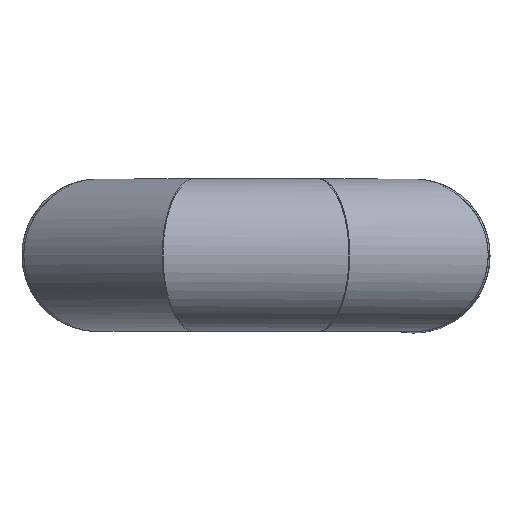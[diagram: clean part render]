
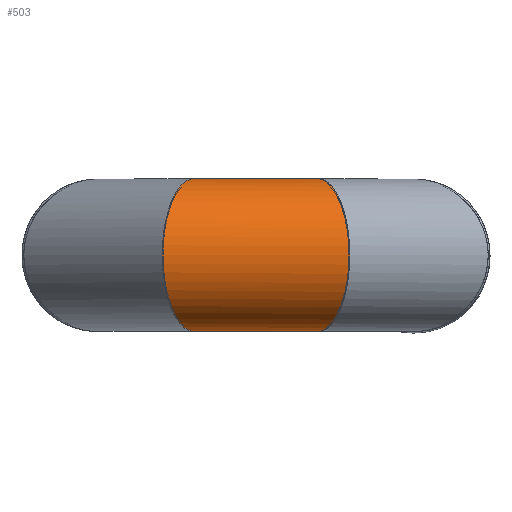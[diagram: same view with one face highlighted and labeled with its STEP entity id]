
A CAD part, top view. The second image highlights one B-rep face of the part: STEP entity #503.
In plain terms, the highlighted cylindrical face has radius 508 mm (diameter 1016 mm), a full revolution.
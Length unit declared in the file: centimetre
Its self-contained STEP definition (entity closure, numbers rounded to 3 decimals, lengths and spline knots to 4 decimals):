
#28=ELLIPSE('',#655,54.9855,50.8);
#30=ELLIPSE('',#658,54.9855,50.8);
#76=CYLINDRICAL_SURFACE('',#657,50.8);
#111=FACE_OUTER_BOUND('',#154,.T.);
#154=EDGE_LOOP('',(#438,#439,#440,#441));
#244=VERTEX_POINT('',#1021);
#246=VERTEX_POINT('',#1026);
#310=EDGE_CURVE('',#244,#244,#28,.T.);
#312=EDGE_CURVE('',#244,#246,#555,.T.);
#313=EDGE_CURVE('',#246,#246,#30,.T.);
#438=ORIENTED_EDGE('',*,*,#310,.F.);
#439=ORIENTED_EDGE('',*,*,#312,.T.);
#440=ORIENTED_EDGE('',*,*,#313,.F.);
#441=ORIENTED_EDGE('',*,*,#312,.F.);
#503=ADVANCED_FACE('',(#111),#76,.T.);
#555=LINE('',#1027,#579);
#579=VECTOR('',#840,50.8);
#655=AXIS2_PLACEMENT_3D('',#1022,#834,#835);
#657=AXIS2_PLACEMENT_3D('',#1025,#838,#839);
#658=AXIS2_PLACEMENT_3D('',#1028,#841,#842);
#834=DIRECTION('center_axis',(-0.924,0.,
-0.383));
#835=DIRECTION('ref_axis',(0.383,0.,-0.924));
#838=DIRECTION('center_axis',(-1.,0.,0.));
#839=DIRECTION('ref_axis',(0.,0.,-1.));
#840=DIRECTION('',(1.,0.,0.));
#841=DIRECTION('center_axis',(0.924,0.,-0.383));
#842=DIRECTION('ref_axis',(-0.383,0.,-0.924));
#1021=CARTESIAN_POINT('',(-167.4024,0.,808.0396));
#1022=CARTESIAN_POINT('Origin',(-146.3604,0.,
757.2396));
#1025=CARTESIAN_POINT('Origin',(380.8664,0.,757.2396));
#1026=CARTESIAN_POINT('',(-42.5976,0.,808.0396));
#1027=CARTESIAN_POINT('',(380.8664,0.,808.0396));
#1028=CARTESIAN_POINT('Origin',(-63.6396,0.,
757.2396));
